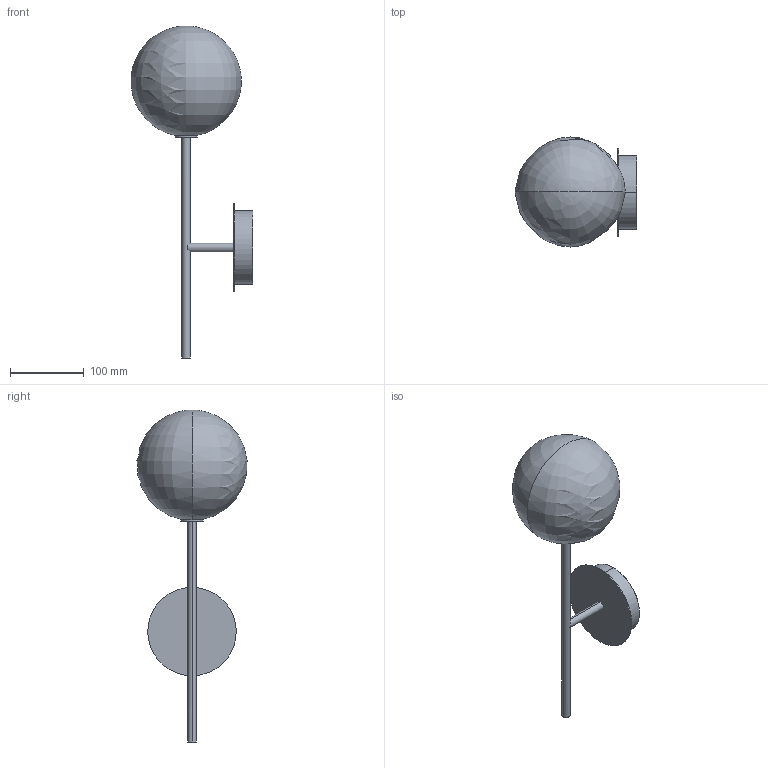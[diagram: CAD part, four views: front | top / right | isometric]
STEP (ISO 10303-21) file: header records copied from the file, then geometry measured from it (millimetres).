
FILE_DESCRIPTION(/* description */ (''),/* implementation_level */ '2;1');
FILE_NAME(/* name */ 'Equinoxe-AP1 ',/* time_stamp */ '2020-10-06T09:57:34+08:00',/* author */ (''),/* organization */ (''),/* preprocessor_version */ 'ST-DEVELOPER v10',/* originating_system */ '',/* authorisation */ '');
FILE_SCHEMA (('CONFIG_CONTROL_DESIGN'));
Length unit declared in the file: millimetre
Products named in the file (1): 1
Bounding box: 165.6 x 149.47 x 450.78 mm (x, y, z)
Volume: 160469.9 mm3; surface area: 197322.6 mm2
Topology: 6 solids, 39 shells, 146 faces, 371 edges, 212 vertices
Faces by surface type: bspline 146
Entity records: 5814 total; most frequent: CARTESIAN_POINT 3968, ORIENTED_EDGE 560, EDGE_CURVE 341, VERTEX_POINT 212, EDGE_LOOP 148, ADVANCED_FACE 146, FACE_OUTER_BOUND 146, B_SPLINE_CURVE_WITH_KNOTS 112
